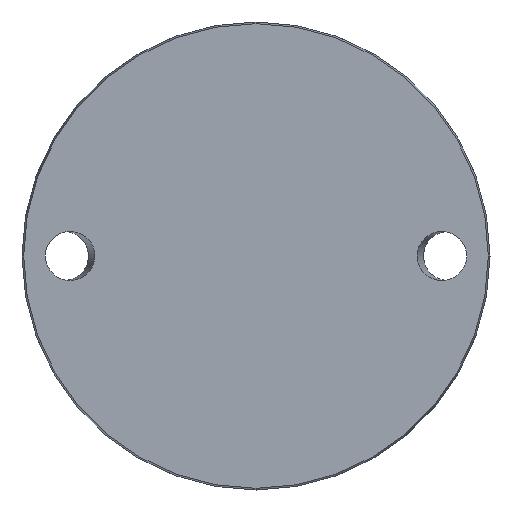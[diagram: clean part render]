
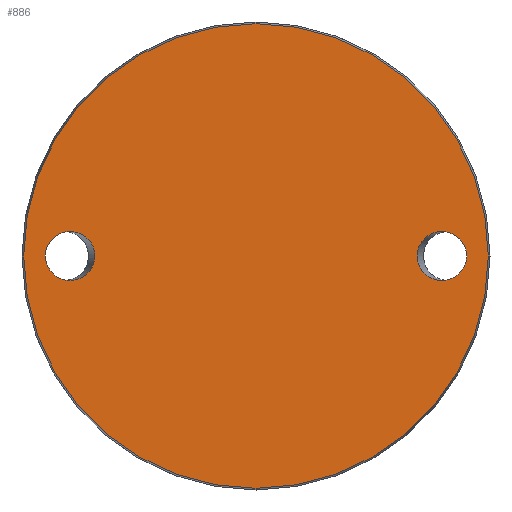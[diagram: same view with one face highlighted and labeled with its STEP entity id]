
A CAD part, front view. The second image highlights one B-rep face of the part: STEP entity #886.
In plain terms, the highlighted planar face has unit normal (0, -1, 0).
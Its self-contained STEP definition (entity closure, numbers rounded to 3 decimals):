
#14 = CARTESIAN_POINT ( 'NONE',  ( -71.115, 0., 0. ) ) ;
#78 = DIRECTION ( 'NONE',  ( 0., 0., -1. ) ) ;
#89 = DIRECTION ( 'NONE',  ( 0., -1., 0. ) ) ;
#104 = CARTESIAN_POINT ( 'NONE',  ( -71.115, 0., -16.5 ) ) ;
#105 = CARTESIAN_POINT ( 'NONE',  ( 54.385, 0., 0. ) ) ;
#143 = EDGE_LOOP ( 'NONE', ( #158 ) ) ;
#158 = ORIENTED_EDGE ( 'NONE', *, *, #616, .F. ) ;
#164 = AXIS2_PLACEMENT_3D ( 'NONE', #768, #89, #78 ) ;
#239 = EDGE_LOOP ( 'NONE', ( #409 ) ) ;
#240 = CARTESIAN_POINT ( 'NONE',  ( -54.385, 0., -16.5 ) ) ;
#245 = CARTESIAN_POINT ( 'NONE',  ( -54.385, 0., 0. ) ) ;
#252 = PLANE ( 'NONE',  #902 ) ;
#260 = EDGE_CURVE ( 'NONE', #751, #751, #939, .T. ) ;
#261 = FACE_BOUND ( 'NONE', #239, .T. ) ;
#277 = CARTESIAN_POINT ( 'NONE',  ( 71.115, 0., 0. ) ) ;
#336 = CARTESIAN_POINT ( 'NONE',  ( -71.115, 0., 16.5 ) ) ;
#348 = CARTESIAN_POINT ( 'NONE',  ( 54.385, 0., -16.5 ) ) ;
#363 = CARTESIAN_POINT ( 'NONE',  ( 0., 0., -78.425 ) ) ;
#384 = CARTESIAN_POINT ( 'NONE',  ( -78.425, 0., 0. ) ) ;
#390 = EDGE_LOOP ( 'NONE', ( #753 ) ) ;
#408 = CARTESIAN_POINT ( 'NONE',  ( -71.115, 0., 0. ) ) ;
#409 = ORIENTED_EDGE ( 'NONE', *, *, #415, .T. ) ;
#410 = VERTEX_POINT ( 'NONE', #105 ) ;
#412 = CARTESIAN_POINT ( 'NONE',  ( -54.385, 0., 16.5 ) ) ;
#415 = EDGE_CURVE ( 'NONE', #645, #645, #665, .T. ) ;
#425 = CARTESIAN_POINT ( 'NONE',  ( 54.385, 0., 0. ) ) ;
#439 = CARTESIAN_POINT ( 'NONE',  ( 71.115, 0., 16.5 ) ) ;
#467 = DIRECTION ( 'NONE',  ( 0., 1., 0. ) ) ;
#484 = CARTESIAN_POINT ( 'NONE',  ( -71.115, 0., 0. ) ) ;
#616 = EDGE_CURVE ( 'NONE', #410, #410, #697, .T. ) ;
#619 = FACE_OUTER_BOUND ( 'NONE', #390, .T. ) ;
#637 = FACE_BOUND ( 'NONE', #143, .T. ) ;
#645 = VERTEX_POINT ( 'NONE', #484 ) ;
#665 =( BOUNDED_CURVE ( )  B_SPLINE_CURVE ( 3, ( #14, #336, #412, #245, #240, #104, #408 ),
 .UNSPECIFIED., .T., .T. ) 
 B_SPLINE_CURVE_WITH_KNOTS ( ( 4, 3, 4 ),
 ( 0., 3.142, 6.283 ),
 .UNSPECIFIED. ) 
 CURVE ( )  GEOMETRIC_REPRESENTATION_ITEM ( )  RATIONAL_B_SPLINE_CURVE ( ( 1., 0.333, 0.333, 1., 0.333, 0.333, 1. ) ) 
 REPRESENTATION_ITEM ( '' )  );
#680 = CARTESIAN_POINT ( 'NONE',  ( 54.385, 0., 16.5 ) ) ;
#697 =( BOUNDED_CURVE ( )  B_SPLINE_CURVE ( 3, ( #425, #348, #970, #277, #439, #680, #766 ),
 .UNSPECIFIED., .T., .F. ) 
 B_SPLINE_CURVE_WITH_KNOTS ( ( 4, 3, 4 ),
 ( 0., 3.142, 6.283 ),
 .UNSPECIFIED. ) 
 CURVE ( )  GEOMETRIC_REPRESENTATION_ITEM ( )  RATIONAL_B_SPLINE_CURVE ( ( 1., 0.333, 0.333, 1., 0.333, 0.333, 1. ) ) 
 REPRESENTATION_ITEM ( '' )  );
#751 = VERTEX_POINT ( 'NONE', #363 ) ;
#753 = ORIENTED_EDGE ( 'NONE', *, *, #260, .T. ) ;
#766 = CARTESIAN_POINT ( 'NONE',  ( 54.385, 0., 0. ) ) ;
#768 = CARTESIAN_POINT ( 'NONE',  ( 0., 0., 0. ) ) ;
#886 = ADVANCED_FACE ( 'NONE', ( #261, #637, #619 ), #252, .F. ) ;
#902 = AXIS2_PLACEMENT_3D ( 'NONE', #384, #467, #952 ) ;
#939 = CIRCLE ( 'NONE', #164, 78.425 ) ;
#952 = DIRECTION ( 'NONE',  ( 0., 0., 1. ) ) ;
#970 = CARTESIAN_POINT ( 'NONE',  ( 71.115, 0., -16.5 ) ) ;
